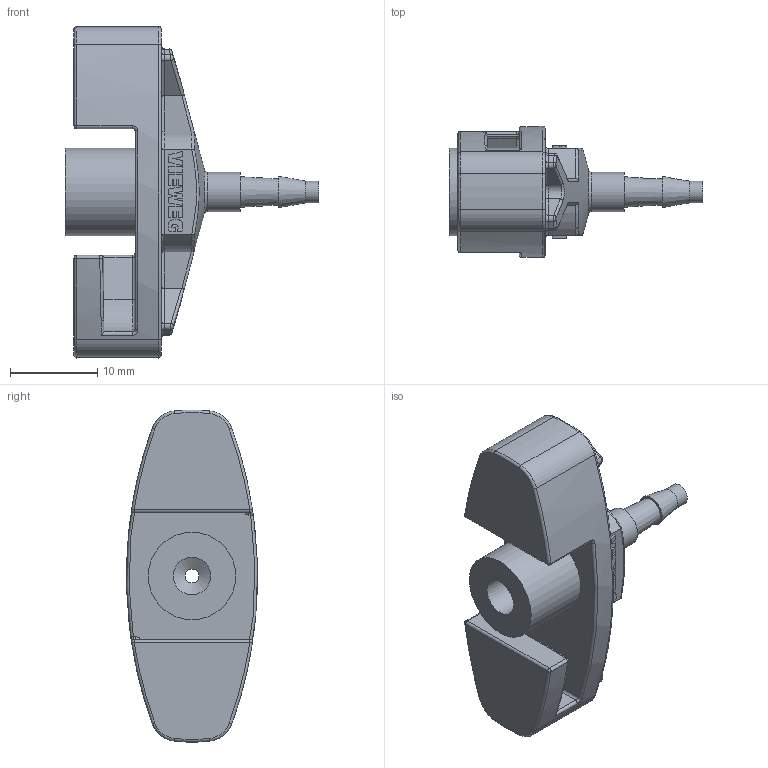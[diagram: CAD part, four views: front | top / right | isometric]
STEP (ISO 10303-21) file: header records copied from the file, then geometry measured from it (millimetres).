
FILE_DESCRIPTION(/* description */ ('Unknown','CAx-IF Rec.Pracs.---Representation and Presentation of Product Manufacturing Information (PMI)---4.0---2014-10-13','CAx-IF Rec.Pracs.---3D Tessellated Geometry---0.4---2014-09-14','2;1'),/* implementation_level */ '2;1');
FILE_NAME(/* name */ '503699_Adapterkopf_3cc',/* time_stamp */ '2022-07-29T13:16:49+02:00',/* author */ ('Unknown'),/* organization */ ('Unknown'),/* preprocessor_version */ 'ST-DEVELOPER v16.7',/* originating_system */ 'Solid Edge',/* authorisation */ 'Unknown');
FILE_SCHEMA (('AP242_MANAGED_MODEL_BASED_3D_ENGINEERING_MIM_LF { 1 0 10303 442 1 1 4 }'));
Length unit declared in the file: millimetre
Products named in the file (1): S01232_R0_Adapterkopf_3cc
Bounding box: 29 x 15 x 37.98 mm (x, y, z)
Volume: 3836.3 mm3; surface area: 3051.1 mm2
Topology: 1 solids, 1 shells, 324 faces, 816 edges, 504 vertices
Faces by surface type: plane 164, cylinder 67, torus 45, bspline 38, sphere 6, cone 4
Full cylindrical faces by diameter (mm): 1.6 x1, 2.5 x1, 4.3 x1, 4.5 x1, 10 x1
Entity records: 10060 total; most frequent: CARTESIAN_POINT 2575, ORIENTED_EDGE 1596, DIRECTION 1472, EDGE_CURVE 798, VERTEX_POINT 502, AXIS2_PLACEMENT_3D 497, LINE 478, VECTOR 478
